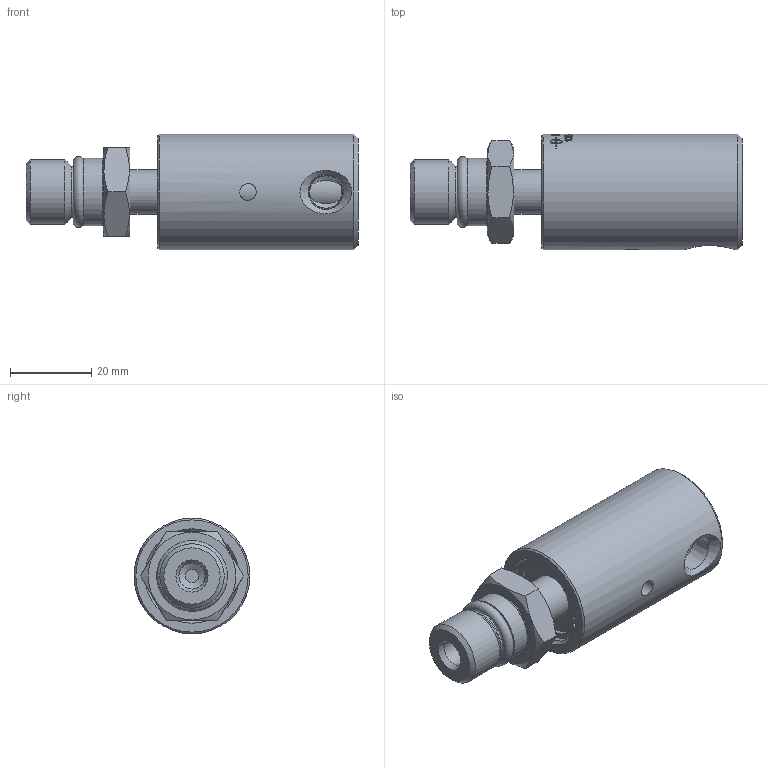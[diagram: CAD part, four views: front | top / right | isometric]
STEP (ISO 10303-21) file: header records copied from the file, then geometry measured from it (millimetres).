
FILE_DESCRIPTION(/* description */ (''),/* implementation_level */ '2;1');
FILE_NAME(/* name */ '1005-165-061-IC.stp',/* time_stamp */ '2020-05-13T12:59:56-05:00',/* author */ ('Moorera'),/* organization */ (''),/* preprocessor_version */ 'ST-DEVELOPER v18.1',/* originating_system */ 'Autodesk Inventor 2020',/* authorisation */ '');
FILE_SCHEMA (('AUTOMOTIVE_DESIGN { 1 0 10303 214 3 1 1 }'));
Products named in the file (1): 1005-165-061-IC
Bounding box: 81.48 x 28.37 x 28.37 mm (x, y, z)
Volume: 35534.2 mm3; surface area: 10039.3 mm2
Topology: 2 solids, 2 shells, 361 faces, 963 edges, 646 vertices
Faces by surface type: bspline 186, plane 99, cylinder 56, cone 15, torus 5
Full cylindrical faces by diameter (mm): 1.575 x2, 3.2 x1, 4.134 x1, 6.4 x1, 7.6 x1, 7.95 x1, 11 x1, 12.12 x1, 15.839 x1, 16.65 x1, 22.07 x1, 23.3 x1, 28.37 x1
Entity records: 53508 total; most frequent: CARTESIAN_POINT 45237, ORIENTED_EDGE 1926, DIRECTION 1257, EDGE_CURVE 963, VERTEX_POINT 646, AXIS2_PLACEMENT_3D 453, EDGE_LOOP 407, FACE_OUTER_BOUND 361
